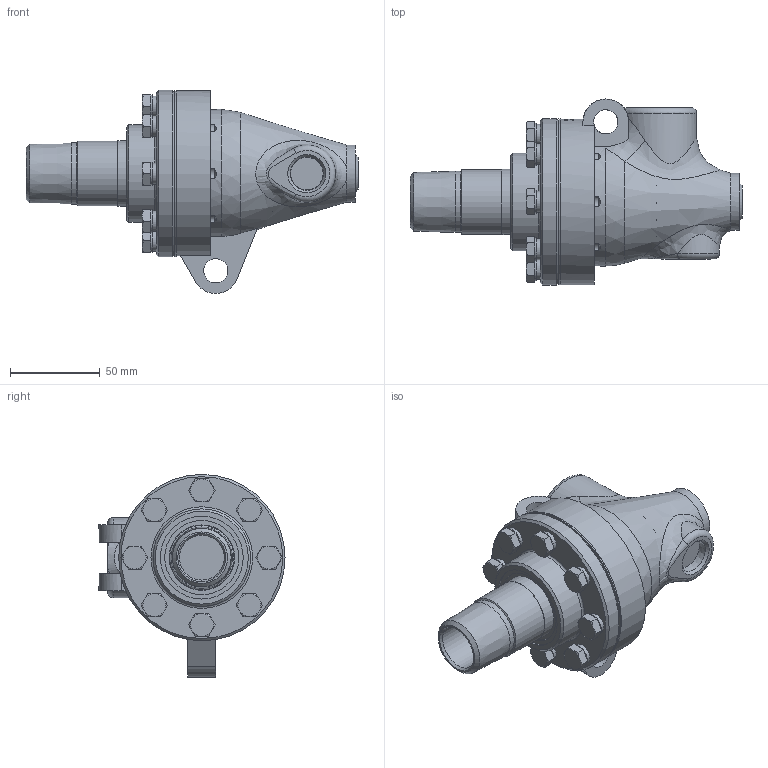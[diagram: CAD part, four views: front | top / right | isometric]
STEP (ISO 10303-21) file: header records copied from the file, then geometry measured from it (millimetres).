
FILE_DESCRIPTION(/* description */ (''),/* implementation_level */ '2;1');
FILE_NAME(/* name */ 'BC-54065-16-51B-IC.stp',/* time_stamp */ '2020-05-20T09:37:21-05:00',/* author */ ('dyurkovich'),/* organization */ (''),/* preprocessor_version */ 'ST-DEVELOPER v18',/* originating_system */ 'Autodesk Inventor 2020',/* authorisation */ '');
FILE_SCHEMA (('AUTOMOTIVE_DESIGN { 1 0 10303 214 3 1 1 }'));
Products named in the file (1): BC-54065-16-51B-IC
Bounding box: 184.52 x 103.38 x 112.9 mm (x, y, z)
Volume: 501516 mm3; surface area: 70788.8 mm2
Topology: 1 solids, 2 shells, 736 faces, 1903 edges, 1244 vertices
Faces by surface type: plane 312, bspline 216, cylinder 121, cone 84, torus 3
Full cylindrical faces by diameter (mm): 6.401 x7, 7.938 x8, 8.6 x8, 8.89 x8, 12.7 x8, 13.487 x1, 13.492 x1, 25 x1, 31.75 x1, 34.03 x1, 35.8 x1, 36.35 x1, 41.275 x1, 46.025 x1, 54.229 x1, 91.948 x1, 92.2 x1, 92.456 x1
Entity records: 67653 total; most frequent: CARTESIAN_POINT 50244, ORIENTED_EDGE 3804, DIRECTION 3111, EDGE_CURVE 1902, VERTEX_POINT 1244, AXIS2_PLACEMENT_3D 1176, EDGE_LOOP 832, LINE 759
